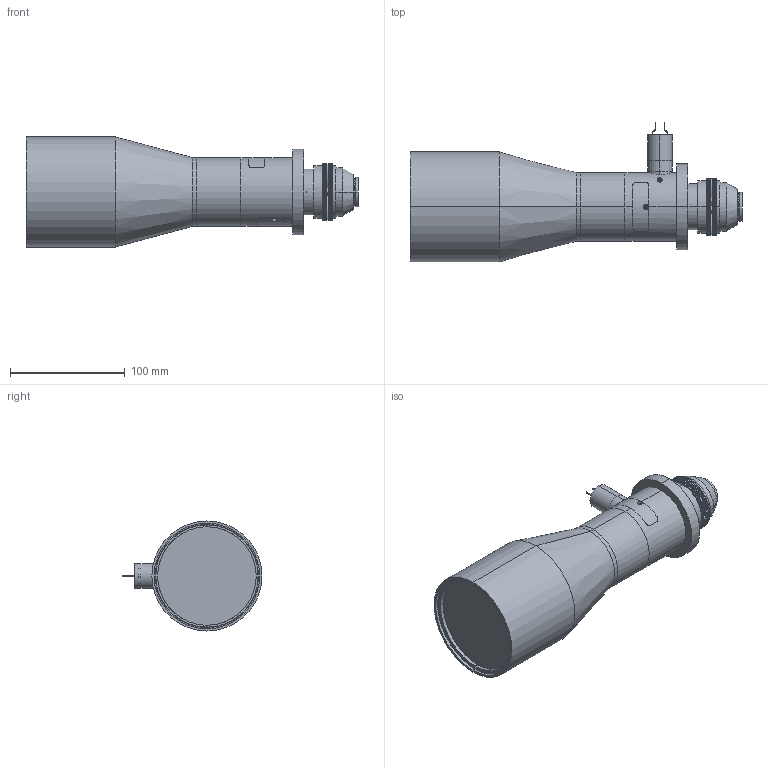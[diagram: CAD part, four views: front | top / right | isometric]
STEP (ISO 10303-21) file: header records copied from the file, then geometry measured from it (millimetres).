
FILE_DESCRIPTION (( 'STEP AP203' ), '1' );
FILE_NAME ('S5LPL6022_LED_01.STEP', '2022-03-03T08:41:12', ( '' ), ( '' ), 'SwSTEP 2.0', 'SolidWorks 2021', '' );
FILE_SCHEMA (( 'CONFIG_CONTROL_DESIGN' ));
Length unit declared in the file: millimetre
Products named in the file (39): 134319; 518002; 518001; 522301; 438208; 134318; 291103; S5MEC0010_R„ndel; 053710; DIN 914 - M3 x 4-N_DIN 914 - M3 x 4-N; 134330; DIN 912 M2 x 10 --- 10N_DIN 912 M2 x 10 --- 10N; 134316; S5LMN1172; 097108; 154407; S5FIL0201; O-Ring 15x1; Anschlußkabel 300 mm^134301; S5LPX6040__078; 438201; 134301; 518003; 079806; S5LED0011; S5LAO1172; 518004; 522203; S5ELE1365; S5LAO6040__078; 438207; S0DIF1363; 438205; 438204; 134317; S5LPL6022_LED_01; 100009; DIN 912 M2 x 4 --- 4N_DIN 912 M2 x 4 --- 4N; 291105
Assembly tree (40 placements, depth 4):
  S5LPL6022_LED_01
    S5LAO6040__078
      S5LPX6040__078
    291103
    291105
    100009
    154407
    097108
    522301
      134301
        134317
        134319
        134330
        S5ELE1365
        S5LED0011
        Anschlußkabel 300 mm^134301  x2
      134316
      134318
      053710
      S5FIL0201
      S0DIF1363
      522203
    438201
      S5LAO1172
        S5LMN1172
      079806
      438204
      438205
      438207
      438208
      S5MEC0010_R„ndel
    518001
      518002
      518003
      518004
      O-Ring 15x1
      DIN 912 M2 x 10 --- 10N_DIN 912 M2 x 10 --- 10N
      DIN 912 M2 x 4 --- 4N_DIN 912 M2 x 4 --- 4N  x2
      DIN 914 - M3 x 4-N_DIN 914 - M3 x 4-N
Bounding box: 289.54 x 122.03 x 96 mm (x, y, z)
Volume: 469517.3 mm3; surface area: 202286.2 mm2
Topology: 34 solids, 34 shells, 1342 faces, 3371 edges, 2136 vertices
Faces by surface type: plane 571, cylinder 500, cone 150, torus 114, sphere 7
Entity records: 44257 total; most frequent: CARTESIAN_POINT 7679, DIRECTION 7212, ORIENTED_EDGE 6530, EDGE_CURVE 3265, AXIS2_PLACEMENT_3D 2681, VERTEX_POINT 2082, VECTOR 1850, LINE 1850
